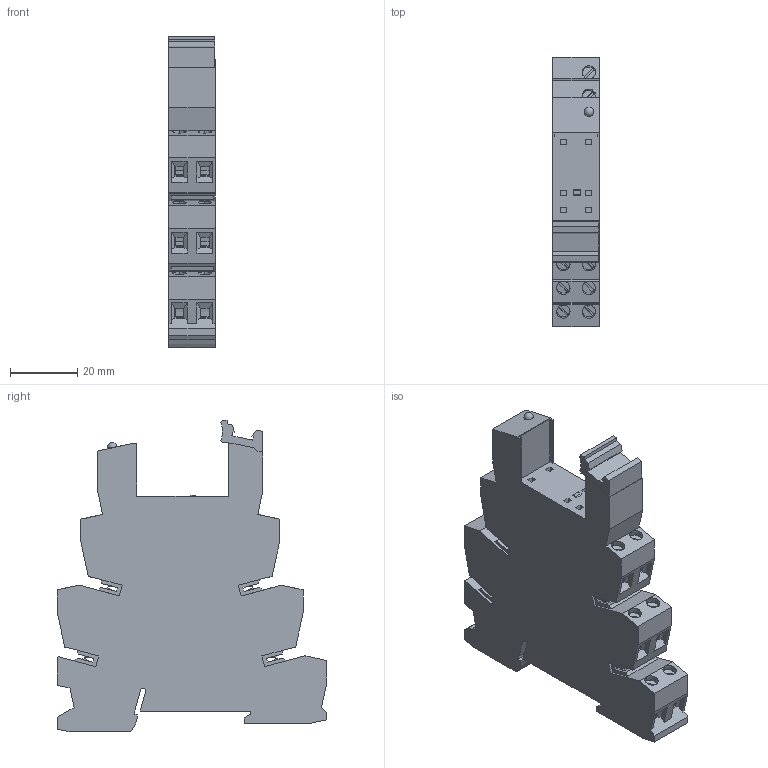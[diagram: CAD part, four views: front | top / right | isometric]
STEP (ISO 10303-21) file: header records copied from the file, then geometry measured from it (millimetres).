
FILE_DESCRIPTION(('Creo Elements/Direct Modeling STEP Export'),'2;1');
FILE_NAME('model.stp','2019-03-29T 0:42:44',(''),(''),'Creo Elements/Direct Modeling STEP processor for AP214 (Solid Model)','Creo Elements/Direct Modeling 20.1A 29-Sep-2018 (C) Parametric Technology GmbH','');
FILE_SCHEMA(('AUTOMOTIVE_DESIGN { 1 0 10303 214 1 1 1 1 }'));
Length unit declared in the file: millimetre
Products named in the file (2): PLC-BSC-14-ACT-Sockel-select
Assembly tree (1 placements, depth 2):
  PLC-BSC-14-ACT-Sockel-select
    PLC-BSC-14-ACT-Sockel-select
Bounding box: 13.95 x 80 x 92.6 mm (x, y, z)
Volume: 63845.3 mm3; surface area: 17674.2 mm2
Topology: 1 solids, 1 shells, 464 faces, 1219 edges, 802 vertices
Faces by surface type: plane 441, extrusion 16, cylinder 6, sphere 1
Entity records: 18196 total; most frequent: CARTESIAN_POINT 3361, ORIENTED_EDGE 2434, DIRECTION 1974, EDGE_CURVE 1217, VECTOR 1144, LINE 1128, VERTEX_POINT 802, EDGE_LOOP 511
